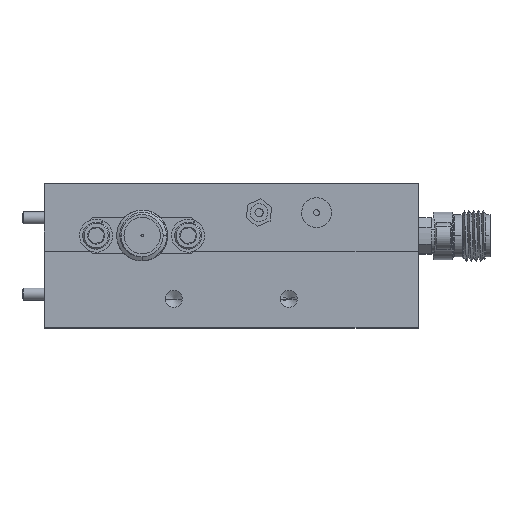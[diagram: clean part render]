
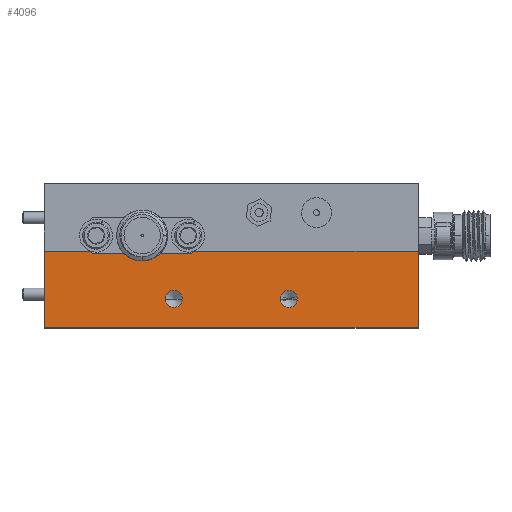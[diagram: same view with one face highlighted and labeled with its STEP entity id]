
A CAD part, top view. The second image highlights one B-rep face of the part: STEP entity #4096.
In plain terms, the highlighted planar face has unit normal (0, 0, 1).
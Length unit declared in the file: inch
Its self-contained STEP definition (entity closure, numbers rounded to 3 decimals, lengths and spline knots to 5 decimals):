
#586 = CARTESIAN_POINT ( 'NONE',  ( -2.39846, -0.5852, 2.19517 ) ) ;
#791 = CARTESIAN_POINT ( 'NONE',  ( -2.95396, -0.5852, 2.19517 ) ) ;
#1001 = CARTESIAN_POINT ( 'NONE',  ( -2.90946, -0.5852, 2.19517 ) ) ;
#1378 = VERTEX_POINT ( 'NONE', #7608 ) ;
#1563 = DIRECTION ( 'NONE',  ( 0., -1., 0. ) ) ;
#2205 = EDGE_CURVE ( 'NONE', #2301, #10851, #25916, .T. ) ;
#2301 = VERTEX_POINT ( 'NONE', #21907 ) ;
#3641 = ORIENTED_EDGE ( 'NONE', *, *, #15317, .T. ) ;
#3980 = LINE ( 'NONE', #10788, #6880 ) ;
#4096 = ADVANCED_FACE ( 'NONE', ( #25236, #7915, #29712 ), #5867, .F. ) ;
#4245 = DIRECTION ( 'NONE',  ( 1., 0., 0. ) ) ;
#5503 = AXIS2_PLACEMENT_3D ( 'NONE', #791, #14647, #22569 ) ;
#5635 = CARTESIAN_POINT ( 'NONE',  ( -2.35396, -0.5852, 2.19517 ) ) ;
#5867 = PLANE ( 'NONE',  #8537 ) ;
#6031 = EDGE_LOOP ( 'NONE', ( #31217, #7998 ) ) ;
#6330 = VERTEX_POINT ( 'NONE', #30952 ) ;
#6585 = CIRCLE ( 'NONE', #19313, 0.0445 ) ;
#6880 = VECTOR ( 'NONE', #1563, 39.37008 ) ;
#7499 = CARTESIAN_POINT ( 'NONE',  ( -3.62896, -0.3352, 2.19517 ) ) ;
#7608 = CARTESIAN_POINT ( 'NONE',  ( -1.67896, -0.7352, 2.19517 ) ) ;
#7691 = CARTESIAN_POINT ( 'NONE',  ( -3.62896, -0.3352, 2.19517 ) ) ;
#7915 = FACE_BOUND ( 'NONE', #6031, .T. ) ;
#7998 = ORIENTED_EDGE ( 'NONE', *, *, #24934, .F. ) ;
#8006 = EDGE_CURVE ( 'NONE', #16532, #1378, #26156, .T. ) ;
#8300 = ORIENTED_EDGE ( 'NONE', *, *, #12748, .F. ) ;
#8537 = AXIS2_PLACEMENT_3D ( 'NONE', #17647, #22881, #10182 ) ;
#8911 = VERTEX_POINT ( 'NONE', #12947 ) ;
#9220 = EDGE_CURVE ( 'NONE', #10851, #2301, #12563, .T. ) ;
#9296 = EDGE_LOOP ( 'NONE', ( #13568, #26951, #8300, #3641 ) ) ;
#10182 = DIRECTION ( 'NONE',  ( -1., 0., 0. ) ) ;
#10238 = DIRECTION ( 'NONE',  ( 0., 0., 1. ) ) ;
#10788 = CARTESIAN_POINT ( 'NONE',  ( -1.67896, -0.3352, 2.19517 ) ) ;
#10851 = VERTEX_POINT ( 'NONE', #1001 ) ;
#11130 = ORIENTED_EDGE ( 'NONE', *, *, #2205, .F. ) ;
#11793 = EDGE_CURVE ( 'NONE', #6330, #1378, #3980, .T. ) ;
#11826 = CARTESIAN_POINT ( 'NONE',  ( -3.62896, -0.7352, 2.19517 ) ) ;
#12130 = LINE ( 'NONE', #21852, #19201 ) ;
#12563 = CIRCLE ( 'NONE', #5503, 0.0445 ) ;
#12748 = EDGE_CURVE ( 'NONE', #23076, #6330, #12130, .T. ) ;
#12947 = CARTESIAN_POINT ( 'NONE',  ( -2.30946, -0.5852, 2.19517 ) ) ;
#13568 = ORIENTED_EDGE ( 'NONE', *, *, #8006, .T. ) ;
#13731 = AXIS2_PLACEMENT_3D ( 'NONE', #18596, #20940, #21262 ) ;
#14053 = DIRECTION ( 'NONE',  ( 1., 0., 0. ) ) ;
#14252 = CARTESIAN_POINT ( 'NONE',  ( -1.67896, -0.7352, 2.19517 ) ) ;
#14380 = DIRECTION ( 'NONE',  ( 0., -1., 0. ) ) ;
#14647 = DIRECTION ( 'NONE',  ( 0., 0., 1. ) ) ;
#15317 = EDGE_CURVE ( 'NONE', #23076, #16532, #16601, .T. ) ;
#15437 = EDGE_CURVE ( 'NONE', #8911, #17946, #22290, .T. ) ;
#16532 = VERTEX_POINT ( 'NONE', #11826 ) ;
#16601 = LINE ( 'NONE', #7499, #23823 ) ;
#17647 = CARTESIAN_POINT ( 'NONE',  ( -1.67896, -0.3352, 2.19517 ) ) ;
#17946 = VERTEX_POINT ( 'NONE', #586 ) ;
#18596 = CARTESIAN_POINT ( 'NONE',  ( -2.95396, -0.5852, 2.19517 ) ) ;
#19201 = VECTOR ( 'NONE', #14053, 39.37008 ) ;
#19313 = AXIS2_PLACEMENT_3D ( 'NONE', #27543, #10238, #27064 ) ;
#20940 = DIRECTION ( 'NONE',  ( 0., 0., 1. ) ) ;
#21262 = DIRECTION ( 'NONE',  ( 1., 0., 0. ) ) ;
#21852 = CARTESIAN_POINT ( 'NONE',  ( -1.67896, -0.3352, 2.19517 ) ) ;
#21907 = CARTESIAN_POINT ( 'NONE',  ( -2.99846, -0.5852, 2.19517 ) ) ;
#22290 = CIRCLE ( 'NONE', #29377, 0.0445 ) ;
#22569 = DIRECTION ( 'NONE',  ( 1., 0., 0. ) ) ;
#22687 = EDGE_LOOP ( 'NONE', ( #23885, #11130 ) ) ;
#22881 = DIRECTION ( 'NONE',  ( 0., 0., -1. ) ) ;
#23076 = VERTEX_POINT ( 'NONE', #7691 ) ;
#23823 = VECTOR ( 'NONE', #14380, 39.37008 ) ;
#23885 = ORIENTED_EDGE ( 'NONE', *, *, #9220, .F. ) ;
#24934 = EDGE_CURVE ( 'NONE', #17946, #8911, #6585, .T. ) ;
#25236 = FACE_BOUND ( 'NONE', #22687, .T. ) ;
#25916 = CIRCLE ( 'NONE', #13731, 0.0445 ) ;
#26156 = LINE ( 'NONE', #14252, #29868 ) ;
#26951 = ORIENTED_EDGE ( 'NONE', *, *, #11793, .F. ) ;
#27064 = DIRECTION ( 'NONE',  ( 1., 0., 0. ) ) ;
#27543 = CARTESIAN_POINT ( 'NONE',  ( -2.35396, -0.5852, 2.19517 ) ) ;
#29377 = AXIS2_PLACEMENT_3D ( 'NONE', #5635, #30064, #29762 ) ;
#29712 = FACE_OUTER_BOUND ( 'NONE', #9296, .T. ) ;
#29762 = DIRECTION ( 'NONE',  ( 1., 0., 0. ) ) ;
#29868 = VECTOR ( 'NONE', #4245, 39.37008 ) ;
#30064 = DIRECTION ( 'NONE',  ( 0., 0., 1. ) ) ;
#30952 = CARTESIAN_POINT ( 'NONE',  ( -1.67896, -0.3352, 2.19517 ) ) ;
#31217 = ORIENTED_EDGE ( 'NONE', *, *, #15437, .F. ) ;
